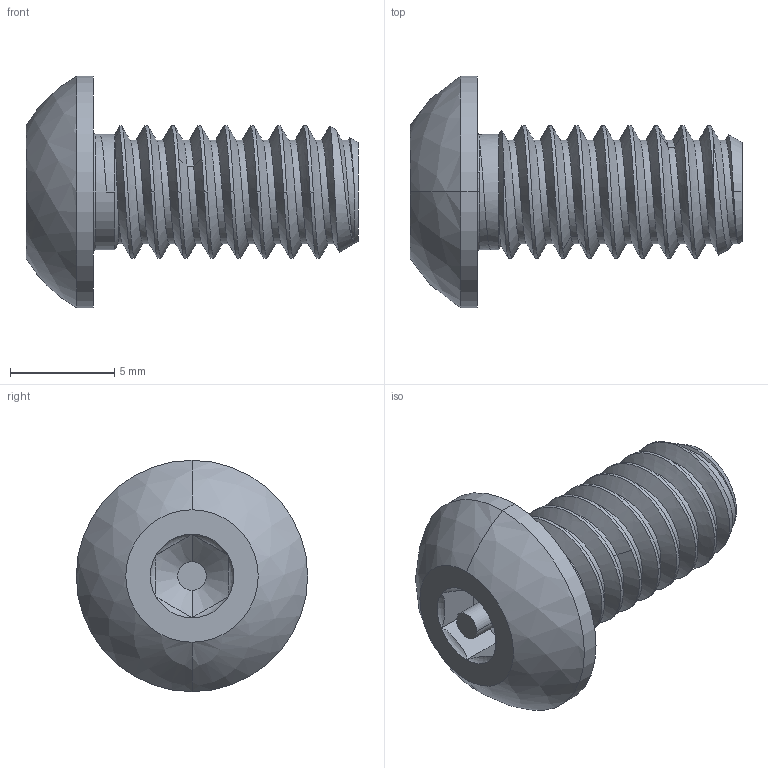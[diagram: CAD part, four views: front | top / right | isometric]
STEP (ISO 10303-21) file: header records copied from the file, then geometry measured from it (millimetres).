
FILE_DESCRIPTION((''),'2;1');
FILE_NAME('GRAINGER-6LU25','2019-12-18T',('SYSTEM'),(''),'PRO/ENGINEER BY PARAMETRIC TECHNOLOGY CORPORATION, 2016240','PRO/ENGINEER BY PARAMETRIC TECHNOLOGY CORPORATION, 2016240','');
FILE_SCHEMA(('AUTOMOTIVE_DESIGN { 1 0 10303 214 1 1 1 1 }'));
Length unit declared in the file: inch
Products named in the file (1): GRAINGER-6LU25
Bounding box: 15.93 x 11.1 x 11.1 mm (x, y, z)
Volume: 523.9 mm3; surface area: 638.4 mm2
Topology: 1 solids, 1 shells, 63 faces, 154 edges, 93 vertices
Faces by surface type: cylinder 22, plane 16, bspline 9, torus 8, cone 6, sphere 2
Entity records: 6639 total; most frequent: CARTESIAN_POINT 4208, ORIENTED_EDGE 304, DIRECTION 243, PRESENTATION_STYLE_ASSIGNMENT 216, STYLED_ITEM 153, CURVE_STYLE 152, EDGE_CURVE 152, COLOUR_RGB 111
